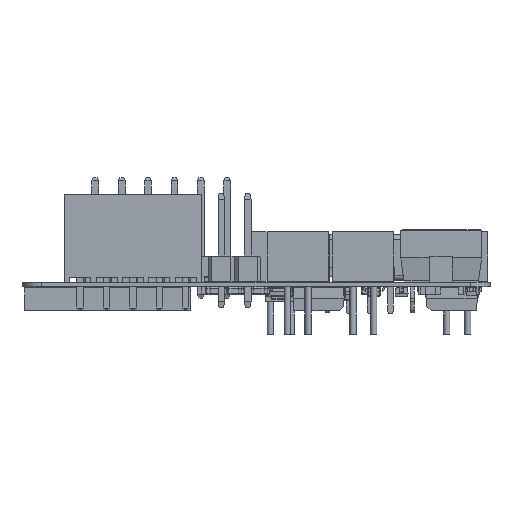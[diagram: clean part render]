
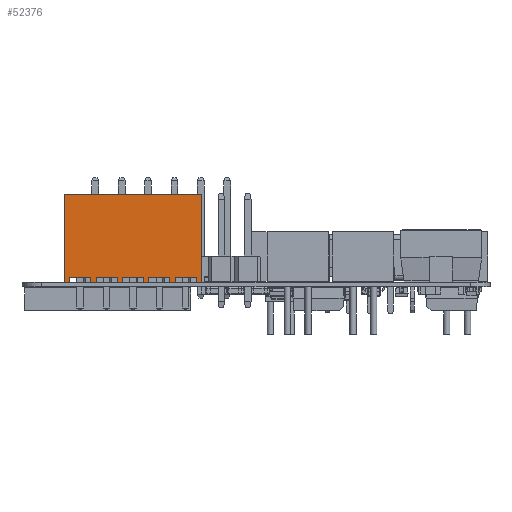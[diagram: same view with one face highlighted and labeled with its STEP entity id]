
A CAD part, left-side view. The second image highlights one B-rep face of the part: STEP entity #52376.
In plain terms, the highlighted face is planar.
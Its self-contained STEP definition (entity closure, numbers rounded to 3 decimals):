
#52149 = EDGE_CURVE('',#52150,#52152,#52154,.T.);
#52150 = VERTEX_POINT('',#52151);
#52151 = CARTESIAN_POINT('',(4.064,-8.509,-1.207));
#52152 = VERTEX_POINT('',#52153);
#52153 = CARTESIAN_POINT('',(3.556,-8.509,-1.207));
#52154 = LINE('',#52155,#52156);
#52155 = CARTESIAN_POINT('',(-6.604,-8.509,-1.207));
#52156 = VECTOR('',#52157,1.);
#52157 = DIRECTION('',(-1.,0.,0.));
#52189 = EDGE_CURVE('',#52190,#52192,#52194,.T.);
#52190 = VERTEX_POINT('',#52191);
#52191 = CARTESIAN_POINT('',(1.524,-8.509,-1.207));
#52192 = VERTEX_POINT('',#52193);
#52193 = CARTESIAN_POINT('',(1.016,-8.509,-1.207));
#52194 = LINE('',#52195,#52196);
#52195 = CARTESIAN_POINT('',(-6.604,-8.509,-1.207));
#52196 = VECTOR('',#52197,1.);
#52197 = DIRECTION('',(-1.,0.,0.));
#52229 = EDGE_CURVE('',#52230,#52232,#52234,.T.);
#52230 = VERTEX_POINT('',#52231);
#52231 = CARTESIAN_POINT('',(-1.016,-8.509,-1.207));
#52232 = VERTEX_POINT('',#52233);
#52233 = CARTESIAN_POINT('',(-1.524,-8.509,-1.207));
#52234 = LINE('',#52235,#52236);
#52235 = CARTESIAN_POINT('',(-6.604,-8.509,-1.207));
#52236 = VECTOR('',#52237,1.);
#52237 = DIRECTION('',(-1.,0.,0.));
#52269 = EDGE_CURVE('',#52270,#52272,#52274,.T.);
#52270 = VERTEX_POINT('',#52271);
#52271 = CARTESIAN_POINT('',(-3.556,-8.509,-1.207));
#52272 = VERTEX_POINT('',#52273);
#52273 = CARTESIAN_POINT('',(-4.064,-8.509,-1.207));
#52274 = LINE('',#52275,#52276);
#52275 = CARTESIAN_POINT('',(-6.604,-8.509,-1.207));
#52276 = VECTOR('',#52277,1.);
#52277 = DIRECTION('',(-1.,0.,0.));
#52309 = EDGE_CURVE('',#52310,#52312,#52314,.T.);
#52310 = VERTEX_POINT('',#52311);
#52311 = CARTESIAN_POINT('',(-6.096,-8.509,-1.207));
#52312 = VERTEX_POINT('',#52313);
#52313 = CARTESIAN_POINT('',(-6.604,-8.509,-1.207));
#52314 = LINE('',#52315,#52316);
#52315 = CARTESIAN_POINT('',(-6.604,-8.509,-1.207));
#52316 = VECTOR('',#52317,1.);
#52317 = DIRECTION('',(-1.,0.,0.));
#52350 = VERTEX_POINT('',#52351);
#52351 = CARTESIAN_POINT('',(-6.604,0.,-1.207));
#52359 = EDGE_CURVE('',#52312,#52350,#52360,.T.);
#52360 = LINE('',#52361,#52362);
#52361 = CARTESIAN_POINT('',(-6.604,-8.509,-1.207));
#52362 = VECTOR('',#52363,1.);
#52363 = DIRECTION('',(0.,1.,0.));
#52376 = ADVANCED_FACE('',(#52377),#52519,.T.);
#52377 = FACE_BOUND('',#52378,.T.);
#52378 = EDGE_LOOP('',(#52379,#52387,#52388,#52396,#52404,#52410,#52411,
    #52419,#52427,#52433,#52434,#52442,#52450,#52456,#52457,#52465,
    #52473,#52479,#52480,#52481,#52489,#52497,#52505,#52513));
#52379 = ORIENTED_EDGE('',*,*,#52380,.T.);
#52380 = EDGE_CURVE('',#52381,#52150,#52383,.T.);
#52381 = VERTEX_POINT('',#52382);
#52382 = CARTESIAN_POINT('',(4.064,-8.001,-1.207));
#52383 = LINE('',#52384,#52385);
#52384 = CARTESIAN_POINT('',(4.064,-8.509,-1.207));
#52385 = VECTOR('',#52386,1.);
#52386 = DIRECTION('',(0.,-1.,0.));
#52387 = ORIENTED_EDGE('',*,*,#52149,.T.);
#52388 = ORIENTED_EDGE('',*,*,#52389,.T.);
#52389 = EDGE_CURVE('',#52152,#52390,#52392,.T.);
#52390 = VERTEX_POINT('',#52391);
#52391 = CARTESIAN_POINT('',(3.556,-8.001,-1.207));
#52392 = LINE('',#52393,#52394);
#52393 = CARTESIAN_POINT('',(3.556,-8.509,-1.207));
#52394 = VECTOR('',#52395,1.);
#52395 = DIRECTION('',(0.,1.,0.));
#52396 = ORIENTED_EDGE('',*,*,#52397,.T.);
#52397 = EDGE_CURVE('',#52390,#52398,#52400,.T.);
#52398 = VERTEX_POINT('',#52399);
#52399 = CARTESIAN_POINT('',(1.524,-8.001,-1.207));
#52400 = LINE('',#52401,#52402);
#52401 = CARTESIAN_POINT('',(1.524,-8.001,-1.207));
#52402 = VECTOR('',#52403,1.);
#52403 = DIRECTION('',(-1.,0.,0.));
#52404 = ORIENTED_EDGE('',*,*,#52405,.T.);
#52405 = EDGE_CURVE('',#52398,#52190,#52406,.T.);
#52406 = LINE('',#52407,#52408);
#52407 = CARTESIAN_POINT('',(1.524,-8.509,-1.207));
#52408 = VECTOR('',#52409,1.);
#52409 = DIRECTION('',(0.,-1.,0.));
#52410 = ORIENTED_EDGE('',*,*,#52189,.T.);
#52411 = ORIENTED_EDGE('',*,*,#52412,.T.);
#52412 = EDGE_CURVE('',#52192,#52413,#52415,.T.);
#52413 = VERTEX_POINT('',#52414);
#52414 = CARTESIAN_POINT('',(1.016,-8.001,-1.207));
#52415 = LINE('',#52416,#52417);
#52416 = CARTESIAN_POINT('',(1.016,-8.509,-1.207));
#52417 = VECTOR('',#52418,1.);
#52418 = DIRECTION('',(0.,1.,0.));
#52419 = ORIENTED_EDGE('',*,*,#52420,.T.);
#52420 = EDGE_CURVE('',#52413,#52421,#52423,.T.);
#52421 = VERTEX_POINT('',#52422);
#52422 = CARTESIAN_POINT('',(-1.016,-8.001,-1.207));
#52423 = LINE('',#52424,#52425);
#52424 = CARTESIAN_POINT('',(-1.016,-8.001,-1.207));
#52425 = VECTOR('',#52426,1.);
#52426 = DIRECTION('',(-1.,0.,0.));
#52427 = ORIENTED_EDGE('',*,*,#52428,.T.);
#52428 = EDGE_CURVE('',#52421,#52230,#52429,.T.);
#52429 = LINE('',#52430,#52431);
#52430 = CARTESIAN_POINT('',(-1.016,-8.509,-1.207));
#52431 = VECTOR('',#52432,1.);
#52432 = DIRECTION('',(0.,-1.,0.));
#52433 = ORIENTED_EDGE('',*,*,#52229,.T.);
#52434 = ORIENTED_EDGE('',*,*,#52435,.T.);
#52435 = EDGE_CURVE('',#52232,#52436,#52438,.T.);
#52436 = VERTEX_POINT('',#52437);
#52437 = CARTESIAN_POINT('',(-1.524,-8.001,-1.207));
#52438 = LINE('',#52439,#52440);
#52439 = CARTESIAN_POINT('',(-1.524,-8.509,-1.207));
#52440 = VECTOR('',#52441,1.);
#52441 = DIRECTION('',(0.,1.,0.));
#52442 = ORIENTED_EDGE('',*,*,#52443,.T.);
#52443 = EDGE_CURVE('',#52436,#52444,#52446,.T.);
#52444 = VERTEX_POINT('',#52445);
#52445 = CARTESIAN_POINT('',(-3.556,-8.001,-1.207));
#52446 = LINE('',#52447,#52448);
#52447 = CARTESIAN_POINT('',(-3.556,-8.001,-1.207));
#52448 = VECTOR('',#52449,1.);
#52449 = DIRECTION('',(-1.,0.,0.));
#52450 = ORIENTED_EDGE('',*,*,#52451,.T.);
#52451 = EDGE_CURVE('',#52444,#52270,#52452,.T.);
#52452 = LINE('',#52453,#52454);
#52453 = CARTESIAN_POINT('',(-3.556,-8.509,-1.207));
#52454 = VECTOR('',#52455,1.);
#52455 = DIRECTION('',(0.,-1.,0.));
#52456 = ORIENTED_EDGE('',*,*,#52269,.T.);
#52457 = ORIENTED_EDGE('',*,*,#52458,.T.);
#52458 = EDGE_CURVE('',#52272,#52459,#52461,.T.);
#52459 = VERTEX_POINT('',#52460);
#52460 = CARTESIAN_POINT('',(-4.064,-8.001,-1.207));
#52461 = LINE('',#52462,#52463);
#52462 = CARTESIAN_POINT('',(-4.064,-8.509,-1.207));
#52463 = VECTOR('',#52464,1.);
#52464 = DIRECTION('',(0.,1.,0.));
#52465 = ORIENTED_EDGE('',*,*,#52466,.T.);
#52466 = EDGE_CURVE('',#52459,#52467,#52469,.T.);
#52467 = VERTEX_POINT('',#52468);
#52468 = CARTESIAN_POINT('',(-6.096,-8.001,-1.207));
#52469 = LINE('',#52470,#52471);
#52470 = CARTESIAN_POINT('',(-6.096,-8.001,-1.207));
#52471 = VECTOR('',#52472,1.);
#52472 = DIRECTION('',(-1.,0.,0.));
#52473 = ORIENTED_EDGE('',*,*,#52474,.T.);
#52474 = EDGE_CURVE('',#52467,#52310,#52475,.T.);
#52475 = LINE('',#52476,#52477);
#52476 = CARTESIAN_POINT('',(-6.096,-8.509,-1.207));
#52477 = VECTOR('',#52478,1.);
#52478 = DIRECTION('',(0.,-1.,0.));
#52479 = ORIENTED_EDGE('',*,*,#52309,.T.);
#52480 = ORIENTED_EDGE('',*,*,#52359,.T.);
#52481 = ORIENTED_EDGE('',*,*,#52482,.F.);
#52482 = EDGE_CURVE('',#52483,#52350,#52485,.T.);
#52483 = VERTEX_POINT('',#52484);
#52484 = CARTESIAN_POINT('',(6.604,0.,-1.207));
#52485 = LINE('',#52486,#52487);
#52486 = CARTESIAN_POINT('',(-6.604,0.,-1.207));
#52487 = VECTOR('',#52488,1.);
#52488 = DIRECTION('',(-1.,0.,0.));
#52489 = ORIENTED_EDGE('',*,*,#52490,.F.);
#52490 = EDGE_CURVE('',#52491,#52483,#52493,.T.);
#52491 = VERTEX_POINT('',#52492);
#52492 = CARTESIAN_POINT('',(6.604,-8.509,-1.207));
#52493 = LINE('',#52494,#52495);
#52494 = CARTESIAN_POINT('',(6.604,-8.509,-1.207));
#52495 = VECTOR('',#52496,1.);
#52496 = DIRECTION('',(0.,1.,0.));
#52497 = ORIENTED_EDGE('',*,*,#52498,.T.);
#52498 = EDGE_CURVE('',#52491,#52499,#52501,.T.);
#52499 = VERTEX_POINT('',#52500);
#52500 = CARTESIAN_POINT('',(6.096,-8.509,-1.207));
#52501 = LINE('',#52502,#52503);
#52502 = CARTESIAN_POINT('',(-6.604,-8.509,-1.207));
#52503 = VECTOR('',#52504,1.);
#52504 = DIRECTION('',(-1.,0.,0.));
#52505 = ORIENTED_EDGE('',*,*,#52506,.T.);
#52506 = EDGE_CURVE('',#52499,#52507,#52509,.T.);
#52507 = VERTEX_POINT('',#52508);
#52508 = CARTESIAN_POINT('',(6.096,-8.001,-1.207));
#52509 = LINE('',#52510,#52511);
#52510 = CARTESIAN_POINT('',(6.096,-8.509,-1.207));
#52511 = VECTOR('',#52512,1.);
#52512 = DIRECTION('',(0.,1.,0.));
#52513 = ORIENTED_EDGE('',*,*,#52514,.T.);
#52514 = EDGE_CURVE('',#52507,#52381,#52515,.T.);
#52515 = LINE('',#52516,#52517);
#52516 = CARTESIAN_POINT('',(4.064,-8.001,-1.207));
#52517 = VECTOR('',#52518,1.);
#52518 = DIRECTION('',(-1.,0.,0.));
#52519 = PLANE('',#52520);
#52520 = AXIS2_PLACEMENT_3D('',#52521,#52522,#52523);
#52521 = CARTESIAN_POINT('',(-6.604,-8.509,-1.207));
#52522 = DIRECTION('',(0.,0.,-1.));
#52523 = DIRECTION('',(-1.,0.,0.));
